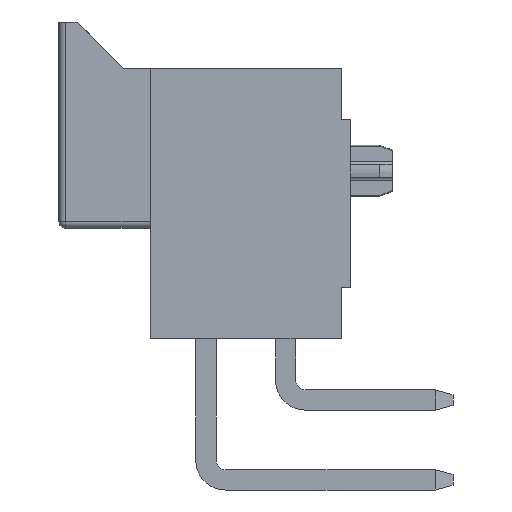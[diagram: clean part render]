
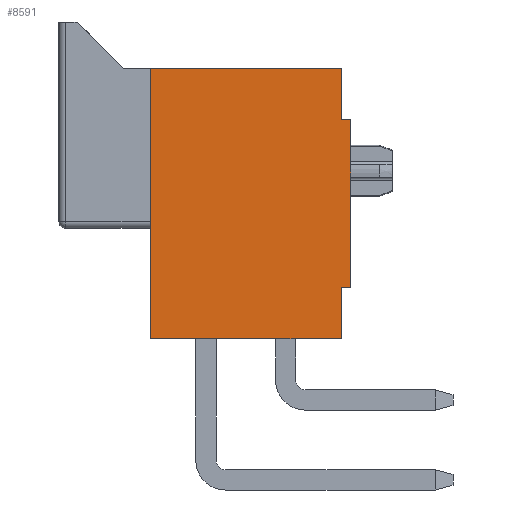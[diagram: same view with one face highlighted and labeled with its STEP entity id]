
A CAD part, left-side view. The second image highlights one B-rep face of the part: STEP entity #8591.
In plain terms, the highlighted planar face has unit normal (-1, 0, 0).
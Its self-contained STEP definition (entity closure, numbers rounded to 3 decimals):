
#167 = VECTOR ( 'NONE', #6233, 1000. ) ;
#378 = CARTESIAN_POINT ( 'NONE',  ( -5.47, -2.99, 2.63 ) ) ;
#437 = VECTOR ( 'NONE', #937, 1000. ) ;
#604 = VECTOR ( 'NONE', #13697, 1000. ) ;
#738 = EDGE_CURVE ( 'NONE', #2033, #6670, #9589, .T. ) ;
#937 = DIRECTION ( 'NONE',  ( 0., 1., 0. ) ) ;
#1286 = DIRECTION ( 'NONE',  ( 0., 0., -1. ) ) ;
#2000 = EDGE_CURVE ( 'NONE', #12264, #8843, #6393, .T. ) ;
#2033 = VERTEX_POINT ( 'NONE', #6661 ) ;
#2041 = VECTOR ( 'NONE', #2650, 1000. ) ;
#2154 = ORIENTED_EDGE ( 'NONE', *, *, #738, .F. ) ;
#2354 = ORIENTED_EDGE ( 'NONE', *, *, #12081, .F. ) ;
#2431 = VECTOR ( 'NONE', #12499, 1000. ) ;
#2606 = DIRECTION ( 'NONE',  ( 0., 0., 1. ) ) ;
#2650 = DIRECTION ( 'NONE',  ( 0., 0., 1. ) ) ;
#2869 = ORIENTED_EDGE ( 'NONE', *, *, #8354, .T. ) ;
#2943 = CARTESIAN_POINT ( 'NONE',  ( -5.47, -2.99, -4.23 ) ) ;
#2979 = VECTOR ( 'NONE', #1286, 1000. ) ;
#3231 = LINE ( 'NONE', #5688, #2041 ) ;
#3269 = CARTESIAN_POINT ( 'NONE',  ( -5.47, -2.99, -2.63 ) ) ;
#3354 = EDGE_CURVE ( 'NONE', #13140, #6670, #6243, .T. ) ;
#3456 = PLANE ( 'NONE',  #6360 ) ;
#4104 = LINE ( 'NONE', #11519, #437 ) ;
#4753 = ORIENTED_EDGE ( 'NONE', *, *, #7149, .F. ) ;
#5265 = LINE ( 'NONE', #10954, #8103 ) ;
#5466 = EDGE_LOOP ( 'NONE', ( #2869, #4753, #13434, #8118, #13430, #2154, #2354, #10466 ) ) ;
#5688 = CARTESIAN_POINT ( 'NONE',  ( -5.47, -2.99, 2.63 ) ) ;
#5847 = EDGE_CURVE ( 'NONE', #12264, #13140, #9218, .T. ) ;
#6233 = DIRECTION ( 'NONE',  ( 0., 0., 1. ) ) ;
#6243 = LINE ( 'NONE', #6320, #604 ) ;
#6281 = CARTESIAN_POINT ( 'NONE',  ( -5.47, 2.99, -4.23 ) ) ;
#6320 = CARTESIAN_POINT ( 'NONE',  ( -5.47, -2.99, -2.63 ) ) ;
#6348 = EDGE_CURVE ( 'NONE', #10952, #10166, #3231, .T. ) ;
#6360 = AXIS2_PLACEMENT_3D ( 'NONE', #7746, #11147, #2606 ) ;
#6393 = LINE ( 'NONE', #9752, #7210 ) ;
#6661 = CARTESIAN_POINT ( 'NONE',  ( -5.47, -3.29, 2.63 ) ) ;
#6670 = VERTEX_POINT ( 'NONE', #9799 ) ;
#6751 = DIRECTION ( 'NONE',  ( 0., -1., 0. ) ) ;
#7149 = EDGE_CURVE ( 'NONE', #8843, #13371, #10097, .T. ) ;
#7210 = VECTOR ( 'NONE', #9841, 1000. ) ;
#7746 = CARTESIAN_POINT ( 'NONE',  ( -5.47, -2.99, -4.23 ) ) ;
#8103 = VECTOR ( 'NONE', #6751, 1000. ) ;
#8118 = ORIENTED_EDGE ( 'NONE', *, *, #5847, .T. ) ;
#8245 = CARTESIAN_POINT ( 'NONE',  ( -5.47, 2.99, -4.23 ) ) ;
#8354 = EDGE_CURVE ( 'NONE', #10166, #13371, #4104, .T. ) ;
#8591 = ADVANCED_FACE ( 'NONE', ( #11083 ), #3456, .T. ) ;
#8621 = CARTESIAN_POINT ( 'NONE',  ( -5.47, -3.29, 2.63 ) ) ;
#8814 = CARTESIAN_POINT ( 'NONE',  ( -5.47, -2.99, 4.23 ) ) ;
#8843 = VERTEX_POINT ( 'NONE', #8245 ) ;
#9218 = LINE ( 'NONE', #2943, #2431 ) ;
#9589 = LINE ( 'NONE', #8621, #2979 ) ;
#9752 = CARTESIAN_POINT ( 'NONE',  ( -5.47, -2.99, -4.23 ) ) ;
#9799 = CARTESIAN_POINT ( 'NONE',  ( -5.47, -3.29, -2.63 ) ) ;
#9841 = DIRECTION ( 'NONE',  ( 0., 1., 0. ) ) ;
#10097 = LINE ( 'NONE', #6281, #167 ) ;
#10166 = VERTEX_POINT ( 'NONE', #8814 ) ;
#10466 = ORIENTED_EDGE ( 'NONE', *, *, #6348, .T. ) ;
#10952 = VERTEX_POINT ( 'NONE', #378 ) ;
#10954 = CARTESIAN_POINT ( 'NONE',  ( -5.47, -2.99, 2.63 ) ) ;
#10968 = CARTESIAN_POINT ( 'NONE',  ( -5.47, 2.99, 4.23 ) ) ;
#11083 = FACE_OUTER_BOUND ( 'NONE', #5466, .T. ) ;
#11147 = DIRECTION ( 'NONE',  ( -1., 0., 0. ) ) ;
#11519 = CARTESIAN_POINT ( 'NONE',  ( -5.47, -2.99, 4.23 ) ) ;
#12081 = EDGE_CURVE ( 'NONE', #10952, #2033, #5265, .T. ) ;
#12264 = VERTEX_POINT ( 'NONE', #12342 ) ;
#12342 = CARTESIAN_POINT ( 'NONE',  ( -5.47, -2.99, -4.23 ) ) ;
#12499 = DIRECTION ( 'NONE',  ( 0., 0., 1. ) ) ;
#13140 = VERTEX_POINT ( 'NONE', #3269 ) ;
#13371 = VERTEX_POINT ( 'NONE', #10968 ) ;
#13430 = ORIENTED_EDGE ( 'NONE', *, *, #3354, .T. ) ;
#13434 = ORIENTED_EDGE ( 'NONE', *, *, #2000, .F. ) ;
#13697 = DIRECTION ( 'NONE',  ( 0., -1., 0. ) ) ;
